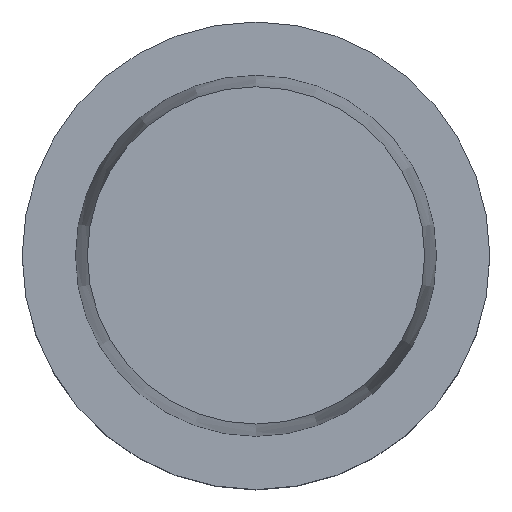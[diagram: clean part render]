
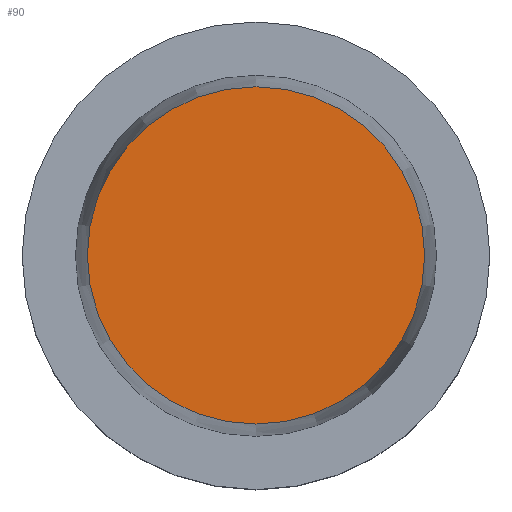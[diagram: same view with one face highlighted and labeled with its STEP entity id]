
A CAD part, top view. The second image highlights one B-rep face of the part: STEP entity #90.
In plain terms, the highlighted planar face has unit normal (0, 0, 1).
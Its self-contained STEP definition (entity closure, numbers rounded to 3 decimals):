
#90=ADVANCED_FACE('Unnamed[1]',(#232),#233,.T.);
#187=EDGE_CURVE('Unnamed[1]',#382,#382,#383,.T.);
#232=FACE_OUTER_BOUND('',#428,.T.);
#233=PLANE('',#429);
#382=VERTEX_POINT('',#614);
#383=CIRCLE('',#615,22.715);
#428=EDGE_LOOP('',(#649));
#429=AXIS2_PLACEMENT_3D('',#650,#651,#652);
#614=CARTESIAN_POINT('',(0.,22.715,32.0));
#615=AXIS2_PLACEMENT_3D('',#815,#816,#817);
#649=ORIENTED_EDGE('',*,*,#187,.T.);
#650=CARTESIAN_POINT('',(0.,11.358,32.0));
#651=DIRECTION('',(0.,0.,1.0));
#652=DIRECTION('',(0.,1.0,0.));
#815=CARTESIAN_POINT('',(0.,0.,32.0));
#816=DIRECTION('',(0.,0.,1.0));
#817=DIRECTION('',(0.,1.0,0.));
